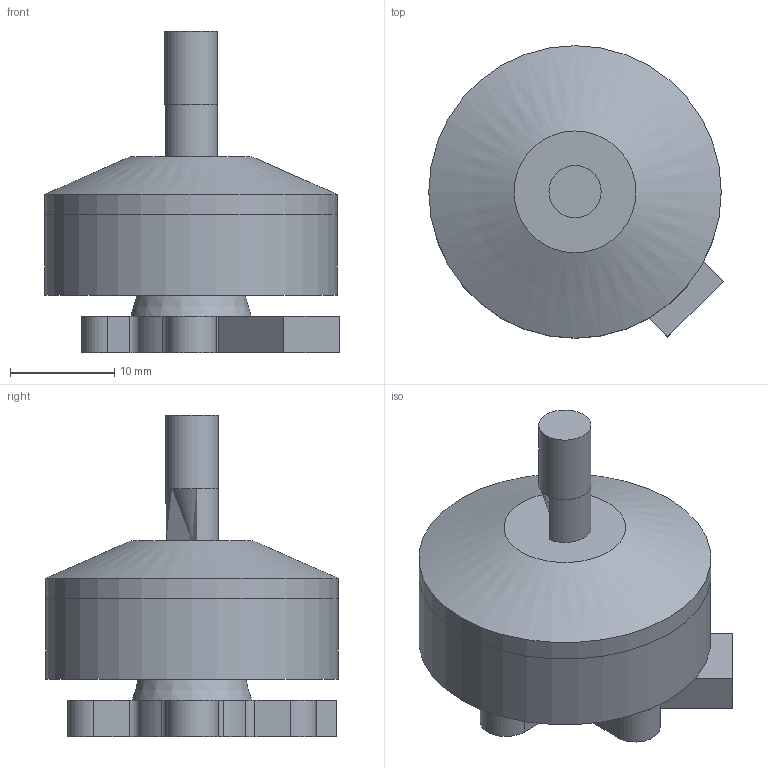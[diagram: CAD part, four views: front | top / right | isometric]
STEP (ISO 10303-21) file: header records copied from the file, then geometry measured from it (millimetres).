
FILE_DESCRIPTION(('FreeCAD Model'),'2;1');
FILE_NAME('Open CASCADE Shape Model','2023-11-24T10:11:22',(''),(''), 'Open CASCADE STEP processor 7.6','FreeCAD','Unknown');
FILE_SCHEMA(('AUTOMOTIVE_DESIGN { 1 0 10303 214 1 1 1 1 }'));
Length unit declared in the file: millimetre
Products named in the file (3): anomaly; r6_bottom_002; r6_001
Assembly tree (2 placements, depth 2):
  anomaly
    r6_bottom_002
    r6_001
Bounding box: 28.19 x 28 x 30.75 mm (x, y, z)
Volume: 717.7 mm3; surface area: 5952.6 mm2
Topology: 4 solids, 10 shells, 65 faces, 150 edges, 98 vertices
Faces by surface type: cylinder 32, plane 29, cone 4
Full cylindrical faces by diameter (mm): 2.603 x1, 3 x4, 4.192 x1, 5 x1, 5.605 x1, 8.117 x1, 9.917 x1, 28 x4
Entity records: 4039 total; most frequent: CARTESIAN_POINT 908, DIRECTION 594, LINE 316, VECTOR 316, ORIENTED_EDGE 292, PCURVE 292, DEFINITIONAL_REPRESENTATION 292, EDGE_CURVE 149
